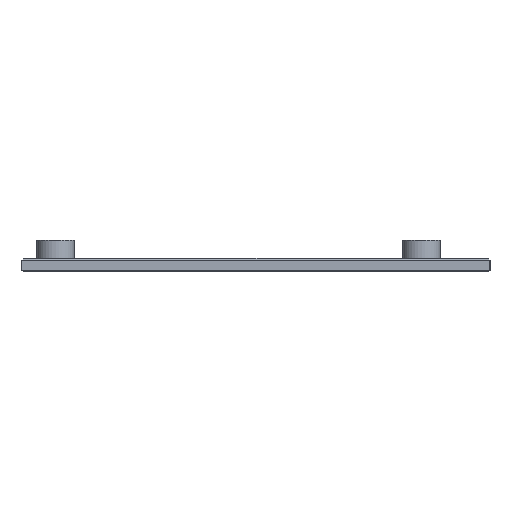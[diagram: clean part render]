
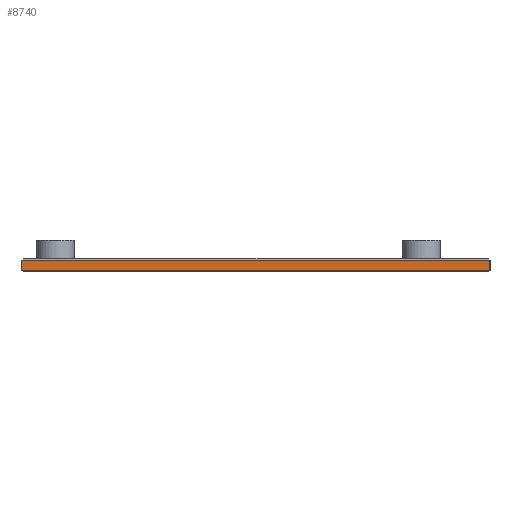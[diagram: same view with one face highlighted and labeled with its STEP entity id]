
A CAD part, left-side view. The second image highlights one B-rep face of the part: STEP entity #8740.
In plain terms, the highlighted planar face has unit normal (-1, 0, 0).
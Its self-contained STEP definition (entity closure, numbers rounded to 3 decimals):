
#323=FACE_OUTER_BOUND('',#765,.T.);
#765=EDGE_LOOP('',(#5831,#5832,#5833,#5834));
#1376=LINE('',#11991,#2550);
#1377=LINE('',#11994,#2551);
#1378=LINE('',#11996,#2552);
#1379=LINE('',#11997,#2553);
#2550=VECTOR('',#9746,10.);
#2551=VECTOR('',#9749,10.);
#2552=VECTOR('',#9750,10.);
#2553=VECTOR('',#9751,10.);
#3716=VERTEX_POINT('',#11974);
#3719=VERTEX_POINT('',#11984);
#3721=VERTEX_POINT('',#11993);
#3722=VERTEX_POINT('',#11995);
#4561=EDGE_CURVE('',#3716,#3719,#1376,.T.);
#4562=EDGE_CURVE('',#3716,#3721,#1377,.T.);
#4563=EDGE_CURVE('',#3722,#3721,#1378,.T.);
#4564=EDGE_CURVE('',#3719,#3722,#1379,.T.);
#5831=ORIENTED_EDGE('',*,*,#4561,.F.);
#5832=ORIENTED_EDGE('',*,*,#4562,.T.);
#5833=ORIENTED_EDGE('',*,*,#4563,.F.);
#5834=ORIENTED_EDGE('',*,*,#4564,.F.);
#8349=PLANE('',#9196);
#8740=ADVANCED_FACE('',(#323),#8349,.T.);
#9196=AXIS2_PLACEMENT_3D('',#11992,#9747,#9748);
#9746=DIRECTION('',(0.,1.,0.));
#9747=DIRECTION('center_axis',(-1.,0.,0.));
#9748=DIRECTION('ref_axis',(0.,-1.,0.));
#9749=DIRECTION('',(0.,0.,1.));
#9750=DIRECTION('',(0.,-1.,0.));
#9751=DIRECTION('',(0.,0.,1.));
#11974=CARTESIAN_POINT('',(-2.,-74.713,1.786));
#11984=CARTESIAN_POINT('',(-2.,2.,1.786));
#11991=CARTESIAN_POINT('',(-2.,-30.75,1.786));
#11992=CARTESIAN_POINT('Origin',(-2.,2.,1.586));
#11993=CARTESIAN_POINT('',(-2.,-74.713,3.486));
#11994=CARTESIAN_POINT('',(-2.,-74.713,1.586));
#11995=CARTESIAN_POINT('',(-2.,2.,3.486));
#11996=CARTESIAN_POINT('',(-2.,-17.178,3.486));
#11997=CARTESIAN_POINT('',(-2.,2.,1.586));
